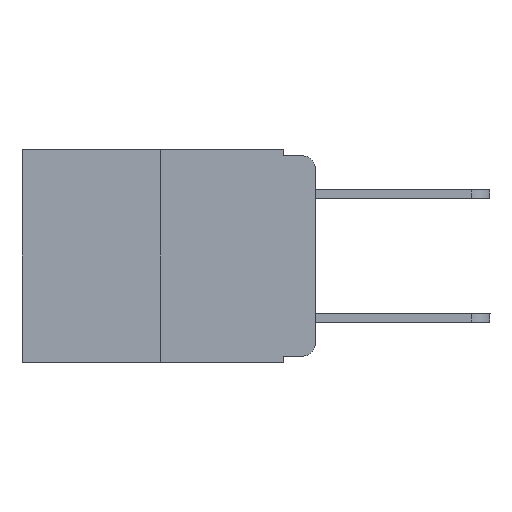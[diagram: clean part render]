
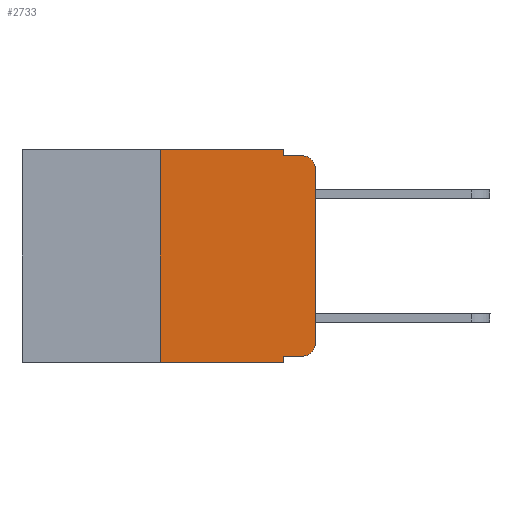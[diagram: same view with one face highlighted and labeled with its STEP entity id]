
A CAD part, left-side view. The second image highlights one B-rep face of the part: STEP entity #2733.
In plain terms, the highlighted planar face has unit normal (-1, 0, 0).
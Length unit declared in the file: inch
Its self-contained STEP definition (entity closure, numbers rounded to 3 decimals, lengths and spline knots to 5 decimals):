
#29 = EDGE_LOOP ( 'NONE', ( #12040, #8400, #11353, #13310, #13563, #3197, #13711, #13434, #9664, #14632 ) ) ;
#166 = CARTESIAN_POINT ( 'NONE',  ( 0., 0.473, 0. ) ) ;
#1008 = VECTOR ( 'NONE', #7731, 39.37008 ) ;
#1274 = DIRECTION ( 'NONE',  ( 0., 0., 1. ) ) ;
#1288 = DIRECTION ( 'NONE',  ( 0., 0., -1. ) ) ;
#1357 = CARTESIAN_POINT ( 'NONE',  ( 0., 0.051, 0. ) ) ;
#1440 = LINE ( 'NONE', #14303, #4879 ) ;
#1661 = AXIS2_PLACEMENT_3D ( 'NONE', #2116, #2063, #5512 ) ;
#1706 = EDGE_CURVE ( 'NONE', #6561, #4492, #12463, .T. ) ;
#2030 = DIRECTION ( 'NONE',  ( 0., 0., 1. ) ) ;
#2063 = DIRECTION ( 'NONE',  ( -1., 0., 0. ) ) ;
#2116 = CARTESIAN_POINT ( 'NONE',  ( 0., 0.02, -0.313 ) ) ;
#2140 = CARTESIAN_POINT ( 'NONE',  ( 0., 0., -0.03 ) ) ;
#2352 = LINE ( 'NONE', #13691, #4866 ) ;
#2361 = VERTEX_POINT ( 'NONE', #10034 ) ;
#2388 = VERTEX_POINT ( 'NONE', #11280 ) ;
#2733 = ADVANCED_FACE ( 'NONE', ( #9492 ), #4871, .F. ) ;
#2831 = CIRCLE ( 'NONE', #1661, 0.02 ) ;
#3197 = ORIENTED_EDGE ( 'NONE', *, *, #5331, .F. ) ;
#3307 = CARTESIAN_POINT ( 'NONE',  ( 0., 0.051, -0.333 ) ) ;
#3377 = CARTESIAN_POINT ( 'NONE',  ( 0., 0.25, 0. ) ) ;
#3592 = CARTESIAN_POINT ( 'NONE',  ( 0., 0.051, 0. ) ) ;
#3895 = LINE ( 'NONE', #1357, #6628 ) ;
#4224 = EDGE_CURVE ( 'NONE', #11546, #9223, #1440, .T. ) ;
#4290 = DIRECTION ( 'NONE',  ( 0., -1., 0. ) ) ;
#4376 = VERTEX_POINT ( 'NONE', #5148 ) ;
#4492 = VERTEX_POINT ( 'NONE', #12402 ) ;
#4866 = VECTOR ( 'NONE', #4290, 39.37008 ) ;
#4871 = PLANE ( 'NONE',  #5953 ) ;
#4879 = VECTOR ( 'NONE', #7395, 39.37008 ) ;
#4961 = DIRECTION ( 'NONE',  ( 0., -1., 0. ) ) ;
#5135 = EDGE_CURVE ( 'NONE', #2361, #4492, #2352, .T. ) ;
#5148 = CARTESIAN_POINT ( 'NONE',  ( 0., 0.25, 0. ) ) ;
#5331 = EDGE_CURVE ( 'NONE', #2361, #4376, #14205, .T. ) ;
#5512 = DIRECTION ( 'NONE',  ( 0., 0., -1. ) ) ;
#5953 = AXIS2_PLACEMENT_3D ( 'NONE', #166, #11740, #1288 ) ;
#6309 = VECTOR ( 'NONE', #4961, 39.37008 ) ;
#6561 = VERTEX_POINT ( 'NONE', #3307 ) ;
#6628 = VECTOR ( 'NONE', #7349, 39.37008 ) ;
#6853 = VECTOR ( 'NONE', #2030, 39.37008 ) ;
#7108 = DIRECTION ( 'NONE',  ( 0., 0., -1. ) ) ;
#7304 = DIRECTION ( 'NONE',  ( -1., 0., 0. ) ) ;
#7349 = DIRECTION ( 'NONE',  ( 0., 0., -1. ) ) ;
#7395 = DIRECTION ( 'NONE',  ( 0., -1., 0. ) ) ;
#7649 = EDGE_CURVE ( 'NONE', #6561, #14266, #10123, .T. ) ;
#7731 = DIRECTION ( 'NONE',  ( 0., -1., 0. ) ) ;
#7894 = CARTESIAN_POINT ( 'NONE',  ( 0., 0.051, -0.01 ) ) ;
#8085 = EDGE_CURVE ( 'NONE', #13867, #9223, #9315, .T. ) ;
#8367 = DIRECTION ( 'NONE',  ( 0., 0., -1. ) ) ;
#8400 = ORIENTED_EDGE ( 'NONE', *, *, #8085, .T. ) ;
#8531 = CARTESIAN_POINT ( 'NONE',  ( 0., 0.02, -0.333 ) ) ;
#8611 = VECTOR ( 'NONE', #7108, 39.37008 ) ;
#8737 = CARTESIAN_POINT ( 'NONE',  ( 0., 0.051, -0.333 ) ) ;
#9223 = VERTEX_POINT ( 'NONE', #11274 ) ;
#9315 = CIRCLE ( 'NONE', #13078, 0.02 ) ;
#9492 = FACE_OUTER_BOUND ( 'NONE', #29, .T. ) ;
#9664 = ORIENTED_EDGE ( 'NONE', *, *, #7649, .T. ) ;
#9815 = EDGE_CURVE ( 'NONE', #14448, #13867, #12721, .T. ) ;
#10034 = CARTESIAN_POINT ( 'NONE',  ( 0., 0.25, -0.343 ) ) ;
#10123 = LINE ( 'NONE', #8737, #1008 ) ;
#10126 = EDGE_CURVE ( 'NONE', #4376, #2388, #14907, .T. ) ;
#10497 = EDGE_CURVE ( 'NONE', #14266, #14448, #2831, .T. ) ;
#11102 = VECTOR ( 'NONE', #1274, 39.37008 ) ;
#11199 = CARTESIAN_POINT ( 'NONE',  ( 0., 0., -0.313 ) ) ;
#11274 = CARTESIAN_POINT ( 'NONE',  ( 0., 0.02, -0.01 ) ) ;
#11280 = CARTESIAN_POINT ( 'NONE',  ( 0., 0.051, 0. ) ) ;
#11353 = ORIENTED_EDGE ( 'NONE', *, *, #4224, .F. ) ;
#11546 = VERTEX_POINT ( 'NONE', #7894 ) ;
#11740 = DIRECTION ( 'NONE',  ( 1., 0., 0. ) ) ;
#11970 = CARTESIAN_POINT ( 'NONE',  ( 0., 0.02, -0.03 ) ) ;
#12040 = ORIENTED_EDGE ( 'NONE', *, *, #9815, .T. ) ;
#12402 = CARTESIAN_POINT ( 'NONE',  ( 0., 0.051, -0.343 ) ) ;
#12463 = LINE ( 'NONE', #3592, #8611 ) ;
#12721 = LINE ( 'NONE', #13693, #6853 ) ;
#13078 = AXIS2_PLACEMENT_3D ( 'NONE', #11970, #7304, #8367 ) ;
#13310 = ORIENTED_EDGE ( 'NONE', *, *, #14868, .F. ) ;
#13434 = ORIENTED_EDGE ( 'NONE', *, *, #1706, .F. ) ;
#13563 = ORIENTED_EDGE ( 'NONE', *, *, #10126, .F. ) ;
#13691 = CARTESIAN_POINT ( 'NONE',  ( 0., 0.473, -0.343 ) ) ;
#13693 = CARTESIAN_POINT ( 'NONE',  ( 0., 0., 0. ) ) ;
#13711 = ORIENTED_EDGE ( 'NONE', *, *, #5135, .T. ) ;
#13867 = VERTEX_POINT ( 'NONE', #2140 ) ;
#14205 = LINE ( 'NONE', #3377, #11102 ) ;
#14266 = VERTEX_POINT ( 'NONE', #8531 ) ;
#14303 = CARTESIAN_POINT ( 'NONE',  ( 0., 0.051, -0.01 ) ) ;
#14321 = CARTESIAN_POINT ( 'NONE',  ( 0., 0.473, 0. ) ) ;
#14448 = VERTEX_POINT ( 'NONE', #11199 ) ;
#14632 = ORIENTED_EDGE ( 'NONE', *, *, #10497, .T. ) ;
#14868 = EDGE_CURVE ( 'NONE', #2388, #11546, #3895, .T. ) ;
#14907 = LINE ( 'NONE', #14321, #6309 ) ;
